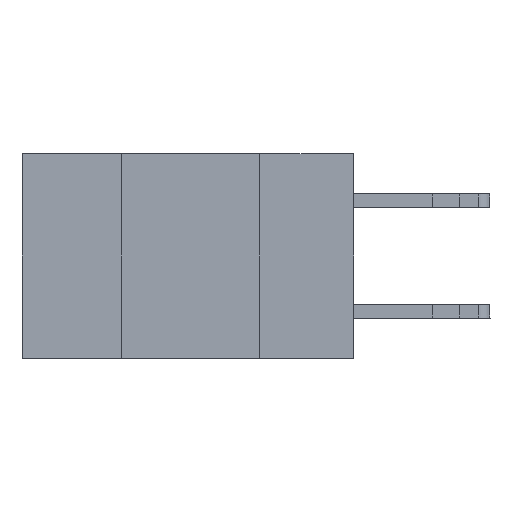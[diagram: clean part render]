
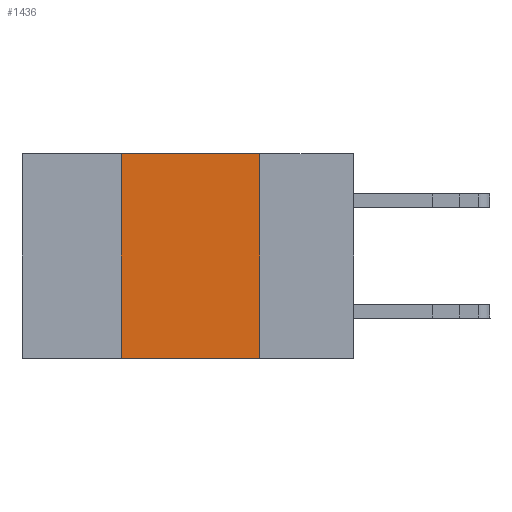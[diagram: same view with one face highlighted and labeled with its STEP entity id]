
A CAD part, left-side view. The second image highlights one B-rep face of the part: STEP entity #1436.
In plain terms, the highlighted planar face has unit normal (-1, 0, 0).
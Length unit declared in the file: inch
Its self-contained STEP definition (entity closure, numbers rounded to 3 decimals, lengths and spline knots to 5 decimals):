
#188 = EDGE_CURVE ( 'NONE', #15862, #35912, #31246, .T. ) ;
#492 = ORIENTED_EDGE ( 'NONE', *, *, #28016, .F. ) ;
#567 = DIRECTION ( 'NONE',  ( 0., 0., 1. ) ) ;
#1436 = ADVANCED_FACE ( 'NONE', ( #27504 ), #27637, .F. ) ;
#1520 = VECTOR ( 'NONE', #567, 39.37008 ) ;
#1817 = CARTESIAN_POINT ( 'NONE',  ( 0., 0.17, 0. ) ) ;
#5329 = EDGE_LOOP ( 'NONE', ( #492, #30682, #24177, #36044 ) ) ;
#6215 = EDGE_CURVE ( 'NONE', #35912, #7837, #29555, .T. ) ;
#7422 = CARTESIAN_POINT ( 'NONE',  ( 0., 0.6, -0.37 ) ) ;
#7837 = VERTEX_POINT ( 'NONE', #1817 ) ;
#9370 = CARTESIAN_POINT ( 'NONE',  ( 0., 0.17, -0.37 ) ) ;
#9873 = CARTESIAN_POINT ( 'NONE',  ( 0., 0.42, 0. ) ) ;
#13817 = CARTESIAN_POINT ( 'NONE',  ( 0., 0.6, 0. ) ) ;
#14637 = VECTOR ( 'NONE', #17092, 39.37008 ) ;
#15862 = VERTEX_POINT ( 'NONE', #23988 ) ;
#16976 = AXIS2_PLACEMENT_3D ( 'NONE', #13817, #24878, #33123 ) ;
#17092 = DIRECTION ( 'NONE',  ( 0., -1., 0. ) ) ;
#17421 = LINE ( 'NONE', #17928, #34970 ) ;
#17928 = CARTESIAN_POINT ( 'NONE',  ( 0., 0.17, 0. ) ) ;
#23624 = DIRECTION ( 'NONE',  ( 0., -1., 0. ) ) ;
#23778 = DIRECTION ( 'NONE',  ( 0., 0., -1. ) ) ;
#23988 = CARTESIAN_POINT ( 'NONE',  ( 0., 0.42, -0.37 ) ) ;
#24177 = ORIENTED_EDGE ( 'NONE', *, *, #188, .F. ) ;
#24878 = DIRECTION ( 'NONE',  ( 1., 0., 0. ) ) ;
#27504 = FACE_OUTER_BOUND ( 'NONE', #5329, .T. ) ;
#27637 = PLANE ( 'NONE',  #16976 ) ;
#28016 = EDGE_CURVE ( 'NONE', #7837, #30834, #17421, .T. ) ;
#29555 = LINE ( 'NONE', #33880, #14637 ) ;
#29854 = EDGE_CURVE ( 'NONE', #15862, #30834, #32641, .T. ) ;
#30027 = VECTOR ( 'NONE', #23624, 39.37008 ) ;
#30682 = ORIENTED_EDGE ( 'NONE', *, *, #6215, .F. ) ;
#30834 = VERTEX_POINT ( 'NONE', #9370 ) ;
#31246 = LINE ( 'NONE', #33916, #1520 ) ;
#32641 = LINE ( 'NONE', #7422, #30027 ) ;
#33123 = DIRECTION ( 'NONE',  ( 0., 0., -1. ) ) ;
#33880 = CARTESIAN_POINT ( 'NONE',  ( 0., 0.6, 0. ) ) ;
#33916 = CARTESIAN_POINT ( 'NONE',  ( 0., 0.42, 0. ) ) ;
#34970 = VECTOR ( 'NONE', #23778, 39.37008 ) ;
#35912 = VERTEX_POINT ( 'NONE', #9873 ) ;
#36044 = ORIENTED_EDGE ( 'NONE', *, *, #29854, .T. ) ;
